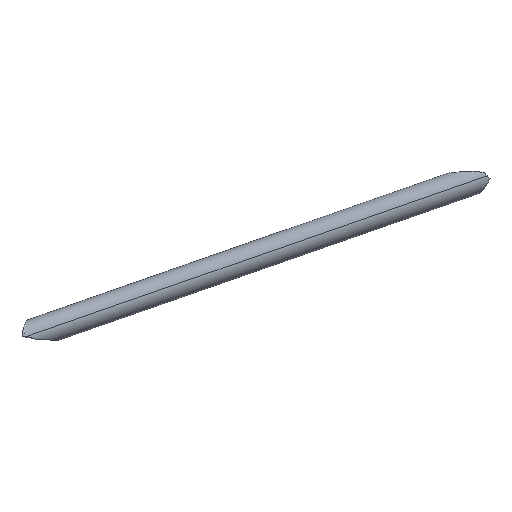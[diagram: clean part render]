
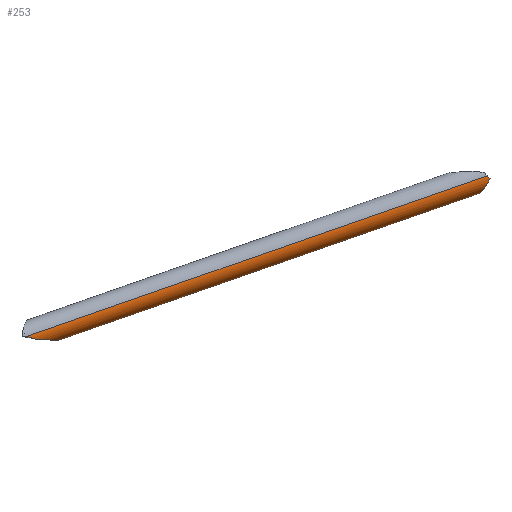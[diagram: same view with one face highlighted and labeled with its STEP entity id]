
A CAD part, front view. The second image highlights one B-rep face of the part: STEP entity #253.
In plain terms, the highlighted cylindrical face has radius 12.5 mm (diameter 25 mm), a partial arc.
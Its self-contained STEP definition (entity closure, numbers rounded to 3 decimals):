
#73=CARTESIAN_POINT('Vertex',(37.589,-174.097,288.749)) ;
#77=CARTESIAN_POINT('Control Point',(37.589,-174.097,288.749)) ;
#78=CARTESIAN_POINT('Control Point',(36.936,-172.972,289.61)) ;
#79=CARTESIAN_POINT('Control Point',(36.476,-171.956,290.769)) ;
#80=CARTESIAN_POINT('Control Point',(36.284,-171.169,292.142)) ;
#81=CARTESIAN_POINT('Control Point',(36.284,-170.592,293.592)) ;
#82=CARTESIAN_POINT('Vertex',(36.284,-170.592,293.592)) ;
#98=CARTESIAN_POINT('Control Point',(36.624,-169.67,297.011)) ;
#99=CARTESIAN_POINT('Control Point',(36.412,-169.851,295.854)) ;
#100=CARTESIAN_POINT('Control Point',(36.284,-170.152,294.697)) ;
#101=CARTESIAN_POINT('Control Point',(36.284,-170.592,293.592)) ;
#102=CARTESIAN_POINT('Vertex',(36.624,-169.67,297.011)) ;
#126=CARTESIAN_POINT('Axis2P3D Location',(-152.26,-209.101,232.377)) ;
#132=CARTESIAN_POINT('Control Point',(37.589,-174.097,288.749)) ;
#133=CARTESIAN_POINT('Control Point',(37.146,-175.05,287.799)) ;
#134=CARTESIAN_POINT('Control Point',(36.761,-176.113,286.938)) ;
#135=CARTESIAN_POINT('Control Point',(36.454,-177.302,286.182)) ;
#136=CARTESIAN_POINT('Control Point',(36.284,-178.622,285.61)) ;
#137=CARTESIAN_POINT('Control Point',(36.284,-180.,285.286)) ;
#138=CARTESIAN_POINT('Vertex',(36.284,-180.,285.286)) ;
#142=CARTESIAN_POINT('Control Point',(45.46,-193.143,297.556)) ;
#143=CARTESIAN_POINT('Control Point',(45.074,-193.001,296.618)) ;
#144=CARTESIAN_POINT('Control Point',(44.618,-192.818,295.715)) ;
#145=CARTESIAN_POINT('Control Point',(44.132,-192.595,294.84)) ;
#146=CARTESIAN_POINT('Control Point',(43.186,-192.101,293.259)) ;
#147=CARTESIAN_POINT('Control Point',(42.197,-191.449,291.765)) ;
#148=CARTESIAN_POINT('Control Point',(41.736,-191.111,291.094)) ;
#149=CARTESIAN_POINT('Control Point',(40.814,-190.358,289.794)) ;
#150=CARTESIAN_POINT('Control Point',(39.908,-189.433,288.598)) ;
#151=CARTESIAN_POINT('Control Point',(39.463,-188.924,288.03)) ;
#152=CARTESIAN_POINT('Control Point',(38.615,-187.821,286.988)) ;
#153=CARTESIAN_POINT('Control Point',(37.854,-186.509,286.138)) ;
#154=CARTESIAN_POINT('Control Point',(37.507,-185.808,285.777)) ;
#155=CARTESIAN_POINT('Control Point',(36.889,-184.285,285.199)) ;
#156=CARTESIAN_POINT('Control Point',(36.485,-182.603,284.982)) ;
#157=CARTESIAN_POINT('Control Point',(36.348,-181.727,284.979)) ;
#158=CARTESIAN_POINT('Control Point',(36.284,-180.852,285.086)) ;
#159=CARTESIAN_POINT('Control Point',(36.284,-180.,285.286)) ;
#160=CARTESIAN_POINT('Vertex',(45.46,-193.143,297.556)) ;
#164=CARTESIAN_POINT('Control Point',(45.46,-193.143,297.556)) ;
#165=CARTESIAN_POINT('Control Point',(44.676,-193.511,298.331)) ;
#166=CARTESIAN_POINT('Control Point',(43.851,-193.759,299.122)) ;
#167=CARTESIAN_POINT('Control Point',(43.033,-193.876,299.939)) ;
#168=CARTESIAN_POINT('Vertex',(43.033,-193.876,299.939)) ;
#171=CARTESIAN_POINT('Line Origine',(-150.495,-221.476,232.377)) ;
#175=CARTESIAN_POINT('Vertex',(-349.779,-249.897,162.805)) ;
#179=CARTESIAN_POINT('Control Point',(-349.779,-249.897,162.805)) ;
#180=CARTESIAN_POINT('Control Point',(-348.267,-249.682,162.528)) ;
#181=CARTESIAN_POINT('Control Point',(-346.801,-249.412,162.056)) ;
#182=CARTESIAN_POINT('Control Point',(-345.367,-249.046,161.595)) ;
#183=CARTESIAN_POINT('Control Point',(-343.97,-248.587,161.076)) ;
#184=CARTESIAN_POINT('Control Point',(-342.631,-248.015,160.538)) ;
#185=CARTESIAN_POINT('Vertex',(-342.631,-248.015,160.538)) ;
#189=CARTESIAN_POINT('Control Point',(-353.13,-225.122,162.868)) ;
#190=CARTESIAN_POINT('Control Point',(-352.555,-225.04,162.557)) ;
#191=CARTESIAN_POINT('Control Point',(-351.923,-224.974,162.347)) ;
#192=CARTESIAN_POINT('Control Point',(-351.288,-224.916,162.18)) ;
#193=CARTESIAN_POINT('Control Point',(-349.745,-224.799,161.842)) ;
#194=CARTESIAN_POINT('Control Point',(-348.181,-224.729,161.606)) ;
#195=CARTESIAN_POINT('Control Point',(-347.266,-224.703,161.48)) ;
#196=CARTESIAN_POINT('Control Point',(-344.371,-224.671,161.119)) ;
#197=CARTESIAN_POINT('Control Point',(-341.47,-224.801,160.827)) ;
#198=CARTESIAN_POINT('Control Point',(-339.493,-224.973,160.636)) ;
#199=CARTESIAN_POINT('Control Point',(-335.991,-225.445,160.313)) ;
#200=CARTESIAN_POINT('Control Point',(-332.564,-226.308,160.013)) ;
#201=CARTESIAN_POINT('Control Point',(-331.105,-226.77,159.887)) ;
#202=CARTESIAN_POINT('Control Point',(-328.843,-227.671,159.696)) ;
#203=CARTESIAN_POINT('Control Point',(-326.797,-228.973,159.526)) ;
#204=CARTESIAN_POINT('Control Point',(-326.093,-229.508,159.468)) ;
#205=CARTESIAN_POINT('Control Point',(-325.125,-230.433,159.389)) ;
#206=CARTESIAN_POINT('Control Point',(-324.404,-231.549,159.33)) ;
#207=CARTESIAN_POINT('Control Point',(-324.194,-231.951,159.314)) ;
#208=CARTESIAN_POINT('Control Point',(-323.832,-232.863,159.285)) ;
#209=CARTESIAN_POINT('Control Point',(-323.694,-233.836,159.274)) ;
#210=CARTESIAN_POINT('Control Point',(-323.692,-234.367,159.274)) ;
#211=CARTESIAN_POINT('Control Point',(-323.84,-235.57,159.286)) ;
#212=CARTESIAN_POINT('Control Point',(-324.282,-236.704,159.321)) ;
#213=CARTESIAN_POINT('Control Point',(-324.604,-237.311,159.346)) ;
#214=CARTESIAN_POINT('Control Point',(-325.763,-239.09,159.436)) ;
#215=CARTESIAN_POINT('Control Point',(-327.307,-240.574,159.554)) ;
#216=CARTESIAN_POINT('Control Point',(-328.422,-241.469,159.638)) ;
#217=CARTESIAN_POINT('Control Point',(-330.543,-242.938,159.795)) ;
#218=CARTESIAN_POINT('Control Point',(-332.8,-244.183,159.956)) ;
#219=CARTESIAN_POINT('Control Point',(-333.815,-244.695,160.027)) ;
#220=CARTESIAN_POINT('Control Point',(-336.145,-245.778,160.186)) ;
#221=CARTESIAN_POINT('Control Point',(-338.542,-246.707,160.335)) ;
#222=CARTESIAN_POINT('Control Point',(-339.893,-247.181,160.413)) ;
#223=CARTESIAN_POINT('Control Point',(-341.256,-247.617,160.485)) ;
#224=CARTESIAN_POINT('Control Point',(-342.631,-248.015,160.538)) ;
#225=CARTESIAN_POINT('Vertex',(-353.13,-225.122,162.868)) ;
#228=CARTESIAN_POINT('Line Origine',(-154.025,-196.727,232.377)) ;
#232=CARTESIAN_POINT('Vertex',(32.698,-170.097,297.563)) ;
#236=CARTESIAN_POINT('Control Point',(32.698,-170.097,297.563)) ;
#237=CARTESIAN_POINT('Control Point',(34.007,-169.91,297.416)) ;
#238=CARTESIAN_POINT('Control Point',(35.318,-169.761,297.244)) ;
#239=CARTESIAN_POINT('Control Point',(36.624,-169.67,297.011)) ;
#127=DIRECTION('Axis2P3D Direction',(0.936,0.133,0.327)) ;
#128=DIRECTION('Axis2P3D XDirection',(0.141,-0.99,0.)) ;
#172=DIRECTION('Vector Direction',(0.936,0.133,0.327)) ;
#229=DIRECTION('Vector Direction',(0.936,0.133,0.327)) ;
#129=AXIS2_PLACEMENT_3D('Cylinder Axis2P3D',#126,#127,#128) ;
#242=ORIENTED_EDGE('',*,*,#140,.T.) ;
#243=ORIENTED_EDGE('',*,*,#162,.F.) ;
#244=ORIENTED_EDGE('',*,*,#170,.T.) ;
#245=ORIENTED_EDGE('',*,*,#177,.F.) ;
#246=ORIENTED_EDGE('',*,*,#187,.T.) ;
#247=ORIENTED_EDGE('',*,*,#227,.F.) ;
#248=ORIENTED_EDGE('',*,*,#234,.T.) ;
#249=ORIENTED_EDGE('',*,*,#240,.T.) ;
#250=ORIENTED_EDGE('',*,*,#104,.T.) ;
#251=ORIENTED_EDGE('',*,*,#84,.F.) ;
#173=VECTOR('Line Direction',#172,1.) ;
#230=VECTOR('Line Direction',#229,1.) ;
#253=ADVANCED_FACE('Corps principal',(#252),#130,.T.) ;
#76=B_SPLINE_CURVE_WITH_KNOTS('',4,(#77,#78,#79,#80,#81),.UNSPECIFIED.,.F.,.U.,(5,5),(25.341,34.167),.UNSPECIFIED.) ;
#97=B_SPLINE_CURVE_WITH_KNOTS('',3,(#98,#99,#100,#101),.UNSPECIFIED.,.F.,.U.,(4,4),(3.038,8.086),.UNSPECIFIED.) ;
#131=B_SPLINE_CURVE_WITH_KNOTS('',5,(#132,#133,#134,#135,#136,#137),.UNSPECIFIED.,.F.,.U.,(6,6),(20.075,30.088),.UNSPECIFIED.) ;
#141=B_SPLINE_CURVE_WITH_KNOTS('',5,(#142,#143,#144,#145,#146,#147,#148,#149,#150,#151,#152,#153,#154,#155,#156,#157,#158,#159),.UNSPECIFIED.,.F.,.U.,(6,3,3,3,3,6),(3.869,11.112,17.338,23.556,29.586,35.777),.UNSPECIFIED.) ;
#163=B_SPLINE_CURVE_WITH_KNOTS('',3,(#164,#165,#166,#167),.UNSPECIFIED.,.F.,.U.,(4,4),(2.886,7.816),.UNSPECIFIED.) ;
#178=B_SPLINE_CURVE_WITH_KNOTS('',5,(#179,#180,#181,#182,#183,#184),.UNSPECIFIED.,.F.,.U.,(6,6),(0.,10.973),.UNSPECIFIED.) ;
#188=B_SPLINE_CURVE_WITH_KNOTS('',5,(#189,#190,#191,#192,#193,#194,#195,#196,#197,#198,#199,#200,#201,#202,#203,#204,#205,#206,#207,#208,#209,#210,#211,#212,#213,#214,#215,#216,#217,#218,#219,#220,#221,#222,#223,#224),.UNSPECIFIED.,.F.,.U.,(6,3,3,3,3,3,3,3,3,3,3,6),(0.,4.659,11.19,25.283,36.236,42.428,45.61,49.326,54.132,64.313,72.375,82.508),.UNSPECIFIED.) ;
#235=B_SPLINE_CURVE_WITH_KNOTS('',3,(#236,#237,#238,#239),.UNSPECIFIED.,.F.,.U.,(4,4),(0.,5.645),.UNSPECIFIED.) ;
#130=CYLINDRICAL_SURFACE('generated cylinder',#129,12.5) ;
#84=EDGE_CURVE('',#74,#83,#76,.T.) ;
#104=EDGE_CURVE('',#103,#83,#97,.T.) ;
#140=EDGE_CURVE('',#74,#139,#131,.T.) ;
#162=EDGE_CURVE('',#161,#139,#141,.T.) ;
#170=EDGE_CURVE('',#161,#169,#163,.T.) ;
#177=EDGE_CURVE('',#176,#169,#174,.T.) ;
#187=EDGE_CURVE('',#176,#186,#178,.T.) ;
#227=EDGE_CURVE('',#226,#186,#188,.T.) ;
#234=EDGE_CURVE('',#226,#233,#231,.T.) ;
#240=EDGE_CURVE('',#233,#103,#235,.T.) ;
#241=EDGE_LOOP('',(#242,#243,#244,#245,#246,#247,#248,#249,#250,#251)) ;
#252=FACE_OUTER_BOUND('',#241,.T.) ;
#174=LINE('Line',#171,#173) ;
#231=LINE('Line',#228,#230) ;
#74=VERTEX_POINT('',#73) ;
#83=VERTEX_POINT('',#82) ;
#103=VERTEX_POINT('',#102) ;
#139=VERTEX_POINT('',#138) ;
#161=VERTEX_POINT('',#160) ;
#169=VERTEX_POINT('',#168) ;
#176=VERTEX_POINT('',#175) ;
#186=VERTEX_POINT('',#185) ;
#226=VERTEX_POINT('',#225) ;
#233=VERTEX_POINT('',#232) ;
